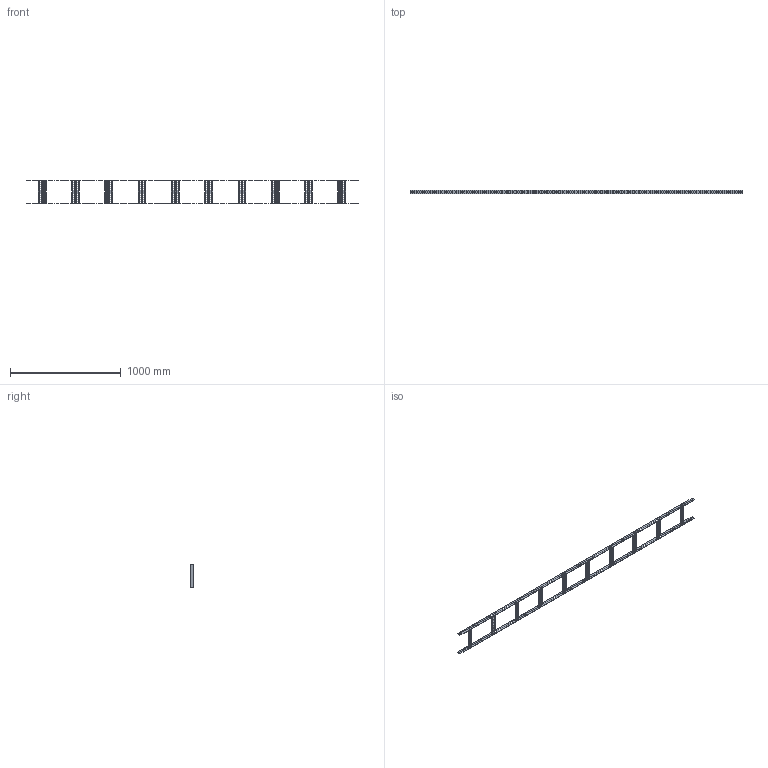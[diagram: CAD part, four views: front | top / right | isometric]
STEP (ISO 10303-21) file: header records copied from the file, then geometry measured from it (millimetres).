
FILE_DESCRIPTION (( 'STEP AP214' ), '1' );
FILE_NAME ('7098036.stp', '2018-01-26T07:23:39', ( '' ), ( '' ), 'SwSTEP 2.0', 'SolidWorks 2016', '' );
FILE_SCHEMA (( 'AUTOMOTIVE_DESIGN' ));
Length unit declared in the file: millimetre
Products named in the file (3): 014697_gelocht; 014704_Z-Sprosse-200; 7098036
Assembly tree (12 placements, depth 2):
  7098036
    014704_Z-Sprosse-200  x10
    014697_gelocht  x2
Bounding box: 2994 x 35 x 206 mm (x, y, z)
Volume: 720620 mm3; surface area: 778453.3 mm2
Topology: 12 solids, 12 shells, 1872 faces, 5544 edges, 3696 vertices
Faces by surface type: plane 1032, cylinder 840
Entity records: 15150 total; most frequent: DIRECTION 2634, CARTESIAN_POINT 2587, ORIENTED_EDGE 2568, EDGE_CURVE 1284, AXIS2_PLACEMENT_3D 903, VERTEX_POINT 856, LINE 828, VECTOR 828
